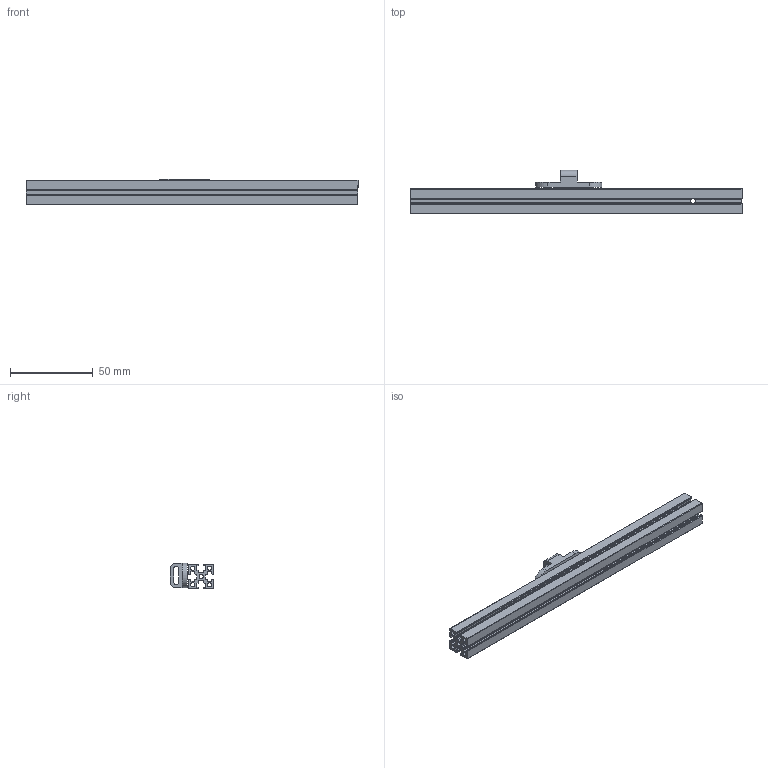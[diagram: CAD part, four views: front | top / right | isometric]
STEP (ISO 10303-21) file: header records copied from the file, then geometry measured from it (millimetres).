
FILE_DESCRIPTION(/* description */ (''),/* implementation_level */ '2;1');
FILE_NAME(/* name */ 'ZipClip_v0.step',/* time_stamp */ '2024-02-29T13:44:37-06:00',/* author */ (''),/* organization */ (''),/* preprocessor_version */ 'ST-DEVELOPER v20',/* originating_system */ 'Autodesk Translation Framework v12.20.1.177',/* authorisation */ '');
FILE_SCHEMA (('AUTOMOTIVE_DESIGN { 1 0 10303 214 3 1 1 }'));
Length unit declared in the file: millimetre
Products named in the file (2): ZipClip; 1515_200mm-11
Assembly tree (1 placements, depth 2):
  ZipClip
    1515_200mm-11
Bounding box: 200 x 25.99 x 15.64 mm (x, y, z)
Volume: 24824.8 mm3; surface area: 33094.1 mm2
Topology: 2 solids, 2 shells, 137 faces, 401 edges, 266 vertices
Faces by surface type: cylinder 71, plane 66
Full cylindrical faces by diameter (mm): 2.55 x6, 3 x1, 3.3 x2
Entity records: 4803 total; most frequent: CARTESIAN_POINT 949, DIRECTION 803, ORIENTED_EDGE 802, EDGE_CURVE 401, AXIS2_PLACEMENT_3D 274, VERTEX_POINT 266, LINE 255, VECTOR 255
